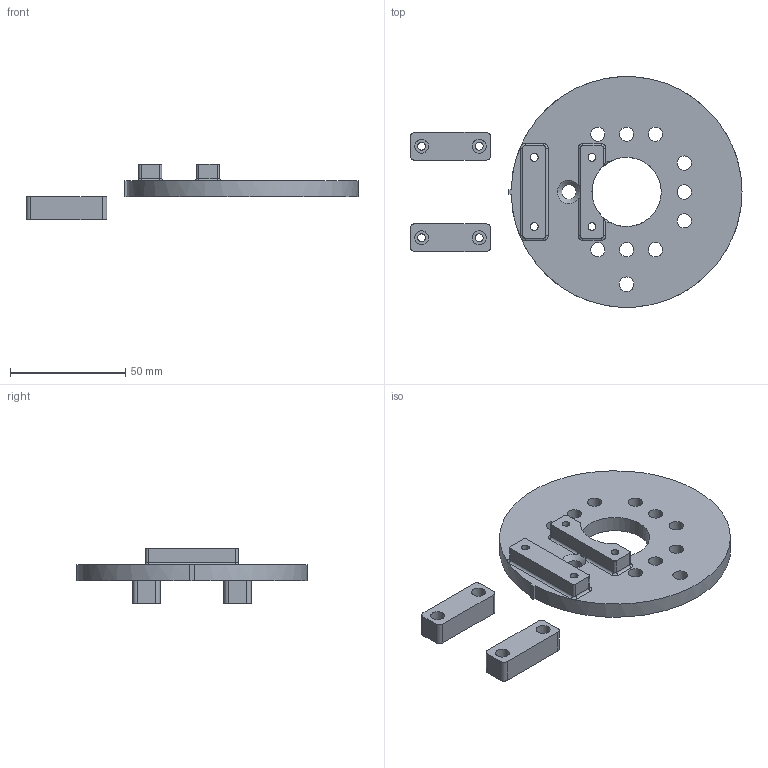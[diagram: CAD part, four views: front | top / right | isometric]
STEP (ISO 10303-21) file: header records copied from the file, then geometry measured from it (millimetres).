
FILE_DESCRIPTION(/* description */ ('STEP AP242','CAx-IF Rec.Pracs.---Representation and Presentation of Product Manufacturing Information (PMI)---4.0---2014-10-13','CAx-IF Rec.Pracs.---3D Tessellated Geometry---0.4---2014-09-14','2;1'),/* implementation_level */ '2;1');
FILE_NAME(/* name */ '647e8743cdae2168b0721be2',/* time_stamp */ '2023-06-06T01:09:23Z',/* author */ (''),/* organization */ (''),/* preprocessor_version */ 'ST-DEVELOPER v19.4',/* originating_system */ ' ',/* authorisation */ ' ');
FILE_SCHEMA (('AP242_MANAGED_MODEL_BASED_3D_ENGINEERING_MIM_LF { 1 0 10303 442 1 1 4 }'));
Length unit declared in the file: metre
Products named in the file (3): clamp2; clamp1; baseplate
Bounding box: 143.83 x 100 x 24.2 mm (x, y, z)
Volume: 59610.1 mm3; surface area: 24048.9 mm2
Topology: 3 solids, 3 shells, 124 faces, 319 edges, 209 vertices
Faces by surface type: plane 60, cylinder 53, torus 8, bspline 2, cone 1
Full cylindrical faces by diameter (mm): 3.4 x8, 6 x4, 6.2 x10, 6.4 x1, 30 x1
Entity records: 3794 total; most frequent: CARTESIAN_POINT 704, DIRECTION 637, ORIENTED_EDGE 568, EDGE_CURVE 284, AXIS2_PLACEMENT_3D 237, VERTEX_POINT 199, EDGE_LOOP 197, FACE_BOUND 197
